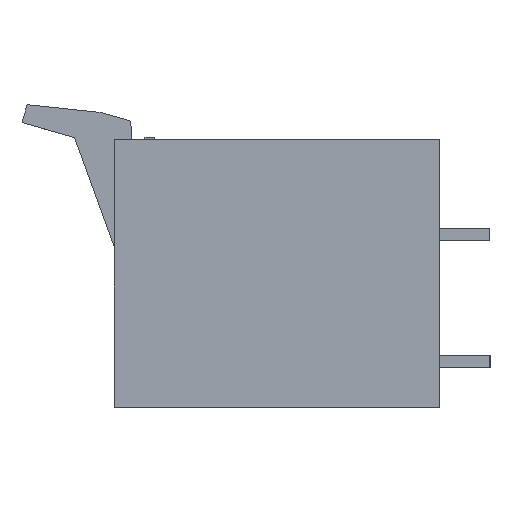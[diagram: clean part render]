
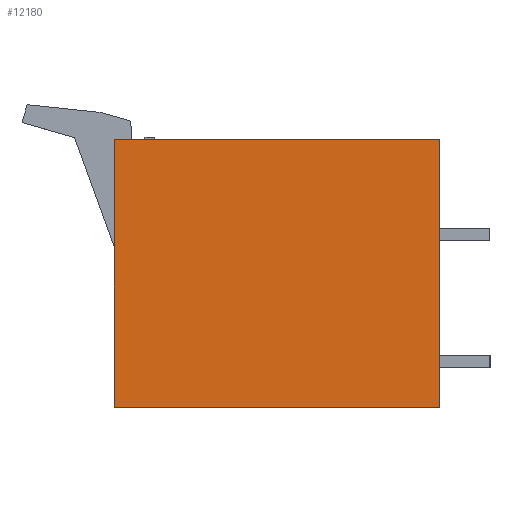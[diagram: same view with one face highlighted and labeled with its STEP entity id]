
A CAD part, left-side view. The second image highlights one B-rep face of the part: STEP entity #12180.
In plain terms, the highlighted planar face has unit normal (-1, 0, 0).
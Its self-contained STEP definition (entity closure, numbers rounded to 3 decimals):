
#12144=AXIS2_PLACEMENT_3D('Plane Axis2P3D',#12141,#12142,#12143) ;
#12141=CARTESIAN_POINT('Axis2P3D Location',(0.,0.,0.)) ;
#12146=CARTESIAN_POINT('Line Origine',(0.,21.065,26.45)) ;
#12150=CARTESIAN_POINT('Vertex',(0.,5.,26.45)) ;
#12152=CARTESIAN_POINT('Vertex',(0.,37.13,26.45)) ;
#12155=CARTESIAN_POINT('Line Origine',(0.,37.13,13.225)) ;
#12159=CARTESIAN_POINT('Vertex',(0.,37.13,0.)) ;
#12162=CARTESIAN_POINT('Line Origine',(0.,21.065,0.)) ;
#12166=CARTESIAN_POINT('Vertex',(0.,5.,0.)) ;
#12169=CARTESIAN_POINT('Line Origine',(0.,5.,13.225)) ;
#12142=DIRECTION('Axis2P3D Direction',(-1.,0.,0.)) ;
#12143=DIRECTION('Axis2P3D XDirection',(0.,-1.,0.)) ;
#12147=DIRECTION('Vector Direction',(0.,1.,0.)) ;
#12156=DIRECTION('Vector Direction',(0.,0.,-1.)) ;
#12163=DIRECTION('Vector Direction',(0.,-1.,0.)) ;
#12170=DIRECTION('Vector Direction',(0.,0.,1.)) ;
#12148=VECTOR('Line Direction',#12147,1.) ;
#12157=VECTOR('Line Direction',#12156,1.) ;
#12164=VECTOR('Line Direction',#12163,1.) ;
#12171=VECTOR('Line Direction',#12170,1.) ;
#12175=ORIENTED_EDGE('',*,*,#12154,.T.) ;
#12176=ORIENTED_EDGE('',*,*,#12161,.T.) ;
#12177=ORIENTED_EDGE('',*,*,#12168,.T.) ;
#12178=ORIENTED_EDGE('',*,*,#12173,.T.) ;
#12180=ADVANCED_FACE('HOUSING',(#12179),#12145,.T.) ;
#12154=EDGE_CURVE('',#12151,#12153,#12149,.T.) ;
#12161=EDGE_CURVE('',#12153,#12160,#12158,.T.) ;
#12168=EDGE_CURVE('',#12160,#12167,#12165,.T.) ;
#12173=EDGE_CURVE('',#12167,#12151,#12172,.T.) ;
#12174=EDGE_LOOP('',(#12175,#12176,#12177,#12178)) ;
#12179=FACE_OUTER_BOUND('',#12174,.T.) ;
#12149=LINE('Line',#12146,#12148) ;
#12158=LINE('Line',#12155,#12157) ;
#12165=LINE('Line',#12162,#12164) ;
#12172=LINE('Line',#12169,#12171) ;
#12145=PLANE('',#12144) ;
#12151=VERTEX_POINT('',#12150) ;
#12153=VERTEX_POINT('',#12152) ;
#12160=VERTEX_POINT('',#12159) ;
#12167=VERTEX_POINT('',#12166) ;
